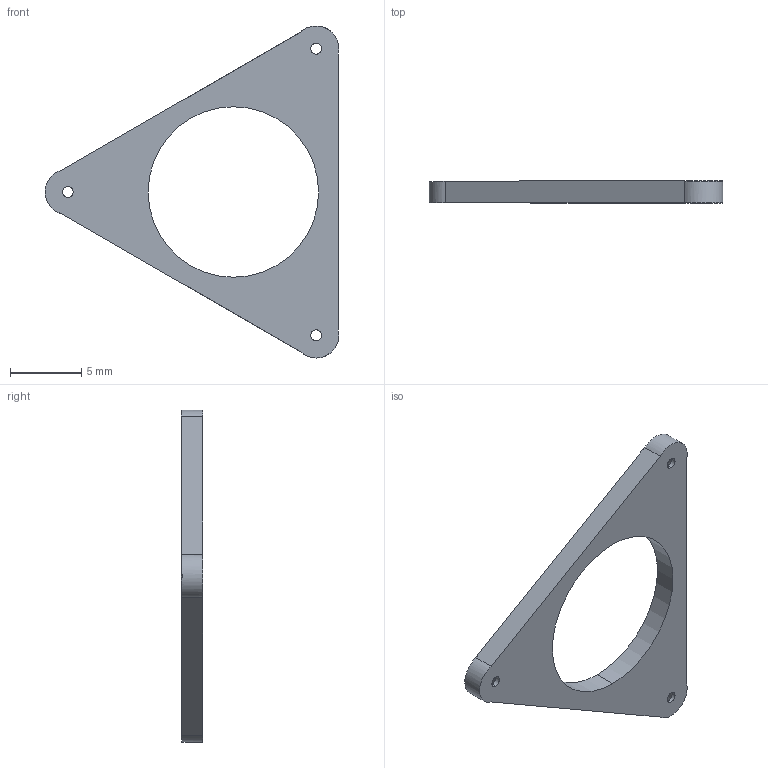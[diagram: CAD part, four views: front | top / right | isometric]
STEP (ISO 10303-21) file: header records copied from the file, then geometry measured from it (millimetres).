
FILE_DESCRIPTION (( 'STEP AP214' ), '1' );
FILE_NAME ('20191201_empty_headplate.STEP', '2021-03-12T20:06:37', ( '' ), ( '' ), 'SwSTEP 2.0', 'SolidWorks 2020', '' );
FILE_SCHEMA (( 'AUTOMOTIVE_DESIGN' ));
Length unit declared in the file: inch
Products named in the file (1): 20191201_empty_headplate
Bounding box: 20.56 x 1.52 x 23.25 mm (x, y, z)
Volume: 236.2 mm3; surface area: 499 mm2
Topology: 1 solids, 1 shells, 23 faces, 72 edges, 48 vertices
Faces by surface type: cylinder 12, cone 6, plane 5
Entity records: 963 total; most frequent: CARTESIAN_POINT 286, ORIENTED_EDGE 144, DIRECTION 121, EDGE_CURVE 72, VERTEX_POINT 48, AXIS2_PLACEMENT_3D 47, EDGE_LOOP 28, LINE 27
